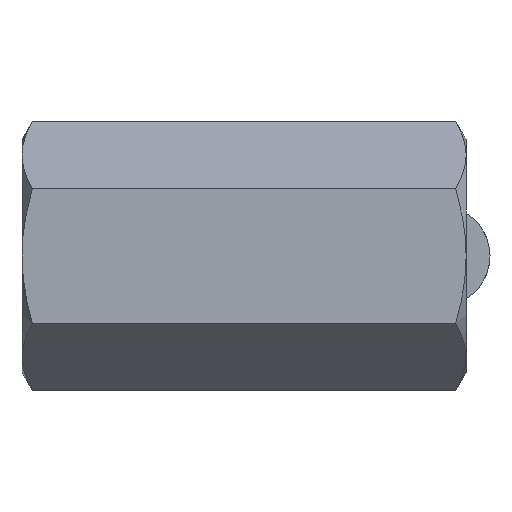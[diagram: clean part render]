
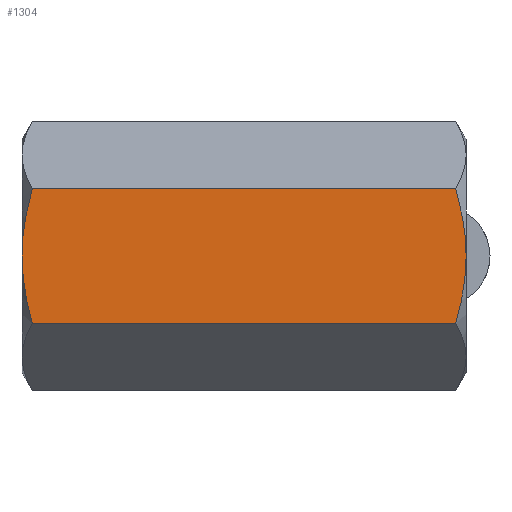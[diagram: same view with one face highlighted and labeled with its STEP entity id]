
A CAD part, front view. The second image highlights one B-rep face of the part: STEP entity #1304.
In plain terms, the highlighted planar face has unit normal (0, -1, 0).
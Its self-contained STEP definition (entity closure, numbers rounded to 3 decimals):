
#137 = B_SPLINE_CURVE_WITH_KNOTS ( 'NONE', 3,
 ( #1476, #1491, #1702, #1764, #1519, #1756 ),
 .UNSPECIFIED., .F., .F.,
 ( 4, 2, 4 ),
 ( 0.037, 0.04, 0.043 ),
 .UNSPECIFIED. ) ;
#143 = B_SPLINE_CURVE_WITH_KNOTS ( 'NONE', 3,
 ( #1497, #1506, #1477, #1479, #1424, #1426 ),
 .UNSPECIFIED., .F., .F.,
 ( 4, 2, 4 ),
 ( 0.037, 0.04, 0.043 ),
 .UNSPECIFIED. ) ;
#209 = VECTOR ( 'NONE', #1408, 1000. ) ;
#230 = VECTOR ( 'NONE', #1381, 1000. ) ;
#237 = LINE ( 'NONE', #1575, #230 ) ;
#280 = FACE_OUTER_BOUND ( 'NONE', #899, .T. ) ;
#285 = B_SPLINE_CURVE_WITH_KNOTS ( 'NONE', 3,
 ( #1509, #1485, #1500, #1501, #1492, #1495, #1496, #1489 ),
 .UNSPECIFIED., .F., .F.,
 ( 4, 2, 2, 4 ),
 ( 0.031, 0.034, 0.035, 0.037 ),
 .UNSPECIFIED. ) ;
#288 = B_SPLINE_CURVE_WITH_KNOTS ( 'NONE', 3,
 ( #1735, #1409, #1486, #1488, #1480, #1483, #1484, #1502 ),
 .UNSPECIFIED., .F., .F.,
 ( 4, 2, 2, 4 ),
 ( 0.031, 0.034, 0.035, 0.037 ),
 .UNSPECIFIED. ) ;
#300 = LINE ( 'NONE', #1412, #209 ) ;
#361 = CARTESIAN_POINT ( 'NONE',  ( -19.062, -10.5, 6.062 ) ) ;
#456 = CARTESIAN_POINT ( 'NONE',  ( 19.062, -10.5, -6.062 ) ) ;
#510 = CARTESIAN_POINT ( 'NONE',  ( -20., -10.5, 0. ) ) ;
#511 = CARTESIAN_POINT ( 'NONE',  ( 20., -10.5, 0. ) ) ;
#588 = CARTESIAN_POINT ( 'NONE',  ( -19.062, -10.5, -6.062 ) ) ;
#657 = CARTESIAN_POINT ( 'NONE',  ( 19.062, -10.5, 6.062 ) ) ;
#755 = AXIS2_PLACEMENT_3D ( 'NONE', #1720, #1494, #1512 ) ;
#899 = EDGE_LOOP ( 'NONE', ( #1153, #1026, #1160, #1203, #1116, #1059 ) ) ;
#962 = VERTEX_POINT ( 'NONE', #511 ) ;
#1026 = ORIENTED_EDGE ( 'NONE', *, *, #1361, .T. ) ;
#1032 = VERTEX_POINT ( 'NONE', #510 ) ;
#1059 = ORIENTED_EDGE ( 'NONE', *, *, #1366, .F. ) ;
#1085 = VERTEX_POINT ( 'NONE', #588 ) ;
#1116 = ORIENTED_EDGE ( 'NONE', *, *, #1344, .F. ) ;
#1145 = VERTEX_POINT ( 'NONE', #657 ) ;
#1153 = ORIENTED_EDGE ( 'NONE', *, *, #1363, .F. ) ;
#1160 = ORIENTED_EDGE ( 'NONE', *, *, #1364, .T. ) ;
#1174 = VERTEX_POINT ( 'NONE', #361 ) ;
#1188 = VERTEX_POINT ( 'NONE', #456 ) ;
#1203 = ORIENTED_EDGE ( 'NONE', *, *, #1365, .T. ) ;
#1304 = ADVANCED_FACE ( 'NONE', ( #280 ), #1550, .F. ) ;
#1344 = EDGE_CURVE ( 'NONE', #1188, #1085, #237, .T. ) ;
#1361 = EDGE_CURVE ( 'NONE', #1145, #1174, #300, .T. ) ;
#1363 = EDGE_CURVE ( 'NONE', #1145, #962, #288, .T. ) ;
#1364 = EDGE_CURVE ( 'NONE', #1174, #1032, #285, .T. ) ;
#1365 = EDGE_CURVE ( 'NONE', #1032, #1085, #143, .T. ) ;
#1366 = EDGE_CURVE ( 'NONE', #962, #1188, #137, .T. ) ;
#1381 = DIRECTION ( 'NONE',  ( -1., 0., 0. ) ) ;
#1408 = DIRECTION ( 'NONE',  ( -1., 0., 0. ) ) ;
#1409 = CARTESIAN_POINT ( 'NONE',  ( 19.345, -10.5, 5.082 ) ) ;
#1412 = CARTESIAN_POINT ( 'NONE',  ( 20., -10.5, 6.062 ) ) ;
#1424 = CARTESIAN_POINT ( 'NONE',  ( -19.347, -10.5, -5.075 ) ) ;
#1426 = CARTESIAN_POINT ( 'NONE',  ( -19.062, -10.5, -6.062 ) ) ;
#1476 = CARTESIAN_POINT ( 'NONE',  ( 20., -10.5, 0. ) ) ;
#1477 = CARTESIAN_POINT ( 'NONE',  ( -19.912, -10.5, -2.043 ) ) ;
#1479 = CARTESIAN_POINT ( 'NONE',  ( -19.586, -10.5, -4.066 ) ) ;
#1480 = CARTESIAN_POINT ( 'NONE',  ( 19.891, -10.5, 2.06 ) ) ;
#1483 = CARTESIAN_POINT ( 'NONE',  ( 19.978, -10.5, 1.028 ) ) ;
#1484 = CARTESIAN_POINT ( 'NONE',  ( 20., -10.5, 0.513 ) ) ;
#1485 = CARTESIAN_POINT ( 'NONE',  ( -19.345, -10.5, 5.082 ) ) ;
#1486 = CARTESIAN_POINT ( 'NONE',  ( 19.581, -10.5, 4.089 ) ) ;
#1488 = CARTESIAN_POINT ( 'NONE',  ( 19.827, -10.5, 2.571 ) ) ;
#1489 = CARTESIAN_POINT ( 'NONE',  ( -20., -10.5, 0. ) ) ;
#1491 = CARTESIAN_POINT ( 'NONE',  ( 20., -10.5, -1.025 ) ) ;
#1492 = CARTESIAN_POINT ( 'NONE',  ( -19.891, -10.5, 2.06 ) ) ;
#1494 = DIRECTION ( 'NONE',  ( 0., 1., 0. ) ) ;
#1495 = CARTESIAN_POINT ( 'NONE',  ( -19.978, -10.5, 1.028 ) ) ;
#1496 = CARTESIAN_POINT ( 'NONE',  ( -20., -10.5, 0.513 ) ) ;
#1497 = CARTESIAN_POINT ( 'NONE',  ( -20., -10.5, 0. ) ) ;
#1500 = CARTESIAN_POINT ( 'NONE',  ( -19.581, -10.5, 4.089 ) ) ;
#1501 = CARTESIAN_POINT ( 'NONE',  ( -19.827, -10.5, 2.571 ) ) ;
#1502 = CARTESIAN_POINT ( 'NONE',  ( 20., -10.5, 0. ) ) ;
#1506 = CARTESIAN_POINT ( 'NONE',  ( -20., -10.5, -1.025 ) ) ;
#1509 = CARTESIAN_POINT ( 'NONE',  ( -19.062, -10.5, 6.062 ) ) ;
#1512 = DIRECTION ( 'NONE',  ( 0., 0., 1. ) ) ;
#1519 = CARTESIAN_POINT ( 'NONE',  ( 19.347, -10.5, -5.075 ) ) ;
#1550 = PLANE ( 'NONE',  #755 ) ;
#1575 = CARTESIAN_POINT ( 'NONE',  ( 20., -10.5, -6.062 ) ) ;
#1702 = CARTESIAN_POINT ( 'NONE',  ( 19.912, -10.5, -2.043 ) ) ;
#1720 = CARTESIAN_POINT ( 'NONE',  ( 20., -10.5, 6.062 ) ) ;
#1735 = CARTESIAN_POINT ( 'NONE',  ( 19.062, -10.5, 6.062 ) ) ;
#1756 = CARTESIAN_POINT ( 'NONE',  ( 19.062, -10.5, -6.062 ) ) ;
#1764 = CARTESIAN_POINT ( 'NONE',  ( 19.586, -10.5, -4.066 ) ) ;
